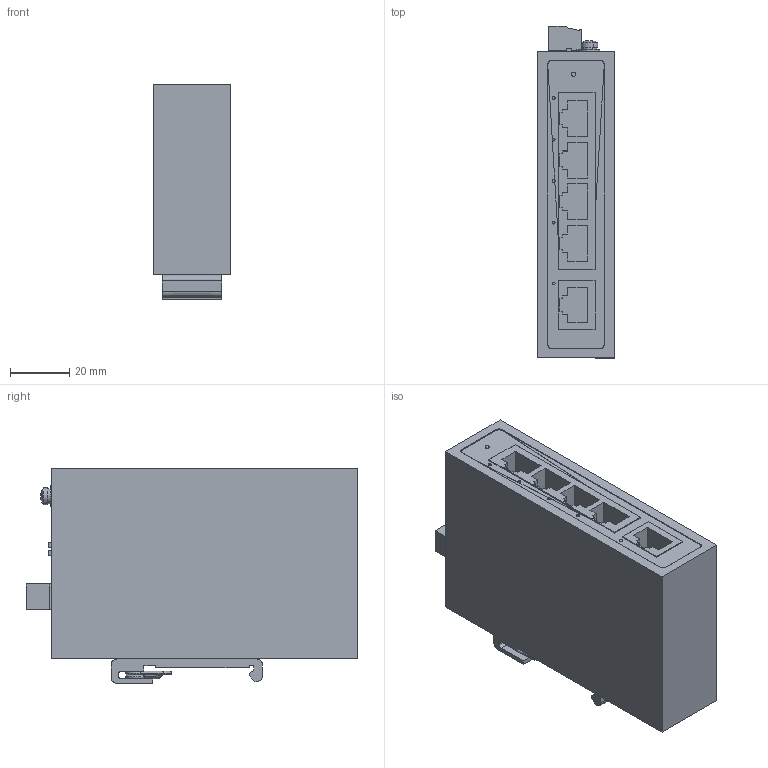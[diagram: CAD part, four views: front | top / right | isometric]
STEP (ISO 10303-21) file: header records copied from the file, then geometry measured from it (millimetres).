
FILE_DESCRIPTION(('CATIA V5 STEP Exchange','CAx-IF Rec.Pracs.--- Model Styling and Organization---1.4--- 2014-01-23'),'2;1');
FILE_NAME ('D1579154_1', '2023-06-26T10:07:47+00:00', ('none'), ('Weidmueller'), 'CATIA Version 5-6 Release 2016 SP3 HF44', 'CATIA V5 STEP AP214', 'none');
FILE_SCHEMA(('AUTOMOTIVE_DESIGN { 1 0 10303 214 1 1 1 1 }'));
Length unit declared in the file: millimetre
Products named in the file (1): S3D_IE_SW_ELB_05_5GT_5TX
Bounding box: 26 x 111.6 x 72.2 mm (x, y, z)
Volume: 170463.2 mm3; surface area: 35533.4 mm2
Topology: 18 solids, 18 shells, 463 faces, 1147 edges, 746 vertices
Faces by surface type: plane 330, cylinder 95, torus 20, extrusion 16, sphere 2
Entity records: 13834 total; most frequent: CARTESIAN_POINT 2797, ORIENTED_EDGE 2294, DIRECTION 1823, EDGE_CURVE 1147, VECTOR 874, LINE 858, VERTEX_POINT 746, AXIS2_PLACEMENT_3D 578
